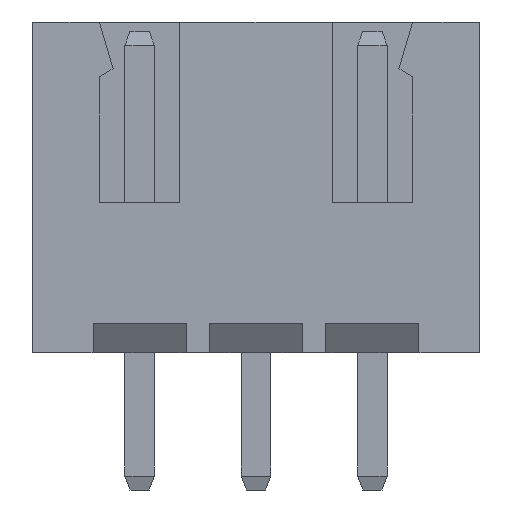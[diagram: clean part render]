
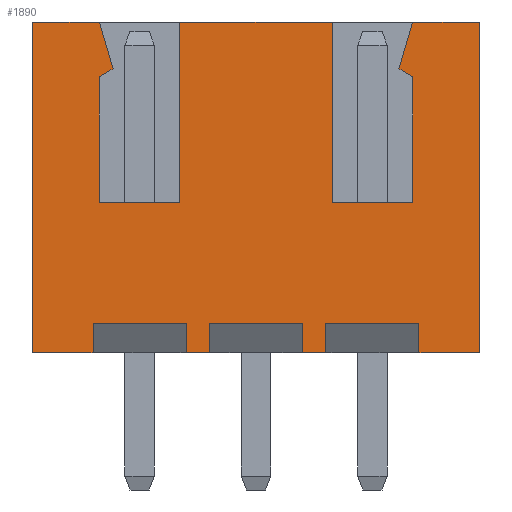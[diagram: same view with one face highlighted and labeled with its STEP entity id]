
A CAD part, front view. The second image highlights one B-rep face of the part: STEP entity #1890.
In plain terms, the highlighted planar face has unit normal (0, -1, 0).
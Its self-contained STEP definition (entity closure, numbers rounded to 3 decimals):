
#24=FACE_OUTER_BOUND('',#127,.T.);
#127=EDGE_LOOP('',(#1210,#1211,#1212,#1213,#1214,#1215,#1216,#1217,#1218,
#1219,#1220,#1221,#1222,#1223,#1224,#1225,#1226,#1227,#1228,#1229,#1230,
#1231,#1232,#1233,#1234,#1235,#1236,#1237));
#229=LINE('',#2578,#487);
#233=LINE('',#2587,#491);
#245=LINE('',#2614,#503);
#251=LINE('',#2627,#509);
#270=LINE('',#2663,#528);
#271=LINE('',#2665,#529);
#272=LINE('',#2667,#530);
#273=LINE('',#2669,#531);
#274=LINE('',#2671,#532);
#275=LINE('',#2672,#533);
#276=LINE('',#2674,#534);
#277=LINE('',#2676,#535);
#278=LINE('',#2678,#536);
#279=LINE('',#2680,#537);
#280=LINE('',#2682,#538);
#281=LINE('',#2684,#539);
#282=LINE('',#2686,#540);
#283=LINE('',#2688,#541);
#284=LINE('',#2689,#542);
#285=LINE('',#2691,#543);
#286=LINE('',#2693,#544);
#287=LINE('',#2694,#545);
#288=LINE('',#2696,#546);
#289=LINE('',#2698,#547);
#290=LINE('',#2700,#548);
#291=LINE('',#2702,#549);
#292=LINE('',#2704,#550);
#293=LINE('',#2705,#551);
#487=VECTOR('',#2110,1000.);
#491=VECTOR('',#2116,1000.);
#503=VECTOR('',#2134,1000.);
#509=VECTOR('',#2142,1000.);
#528=VECTOR('',#2165,1000.);
#529=VECTOR('',#2166,1000.);
#530=VECTOR('',#2167,1000.);
#531=VECTOR('',#2168,1000.);
#532=VECTOR('',#2169,1000.);
#533=VECTOR('',#2170,1000.);
#534=VECTOR('',#2171,1000.);
#535=VECTOR('',#2172,1000.);
#536=VECTOR('',#2173,1000.);
#537=VECTOR('',#2174,1000.);
#538=VECTOR('',#2175,1000.);
#539=VECTOR('',#2176,1000.);
#540=VECTOR('',#2177,1000.);
#541=VECTOR('',#2178,1000.);
#542=VECTOR('',#2179,1000.);
#543=VECTOR('',#2180,1000.);
#544=VECTOR('',#2181,1000.);
#545=VECTOR('',#2182,1000.);
#546=VECTOR('',#2183,1000.);
#547=VECTOR('',#2184,1000.);
#548=VECTOR('',#2185,1000.);
#549=VECTOR('',#2186,1000.);
#550=VECTOR('',#2187,1000.);
#551=VECTOR('',#2188,1000.);
#743=VERTEX_POINT('',#2572);
#745=VERTEX_POINT('',#2576);
#747=VERTEX_POINT('',#2581);
#749=VERTEX_POINT('',#2585);
#760=VERTEX_POINT('',#2611);
#761=VERTEX_POINT('',#2613);
#766=VERTEX_POINT('',#2625);
#767=VERTEX_POINT('',#2626);
#782=VERTEX_POINT('',#2662);
#783=VERTEX_POINT('',#2664);
#784=VERTEX_POINT('',#2666);
#785=VERTEX_POINT('',#2668);
#786=VERTEX_POINT('',#2670);
#787=VERTEX_POINT('',#2673);
#788=VERTEX_POINT('',#2675);
#789=VERTEX_POINT('',#2677);
#790=VERTEX_POINT('',#2679);
#791=VERTEX_POINT('',#2681);
#792=VERTEX_POINT('',#2683);
#793=VERTEX_POINT('',#2685);
#794=VERTEX_POINT('',#2687);
#795=VERTEX_POINT('',#2690);
#796=VERTEX_POINT('',#2692);
#797=VERTEX_POINT('',#2695);
#798=VERTEX_POINT('',#2697);
#799=VERTEX_POINT('',#2699);
#800=VERTEX_POINT('',#2701);
#801=VERTEX_POINT('',#2703);
#905=EDGE_CURVE('',#743,#745,#229,.T.);
#909=EDGE_CURVE('',#747,#749,#233,.T.);
#921=EDGE_CURVE('',#760,#761,#245,.T.);
#927=EDGE_CURVE('',#766,#767,#251,.T.);
#946=EDGE_CURVE('',#743,#782,#270,.T.);
#947=EDGE_CURVE('',#783,#745,#271,.T.);
#948=EDGE_CURVE('',#784,#783,#272,.T.);
#949=EDGE_CURVE('',#785,#784,#273,.T.);
#950=EDGE_CURVE('',#786,#785,#274,.T.);
#951=EDGE_CURVE('',#747,#786,#275,.T.);
#952=EDGE_CURVE('',#749,#787,#276,.T.);
#953=EDGE_CURVE('',#788,#787,#277,.T.);
#954=EDGE_CURVE('',#789,#788,#278,.T.);
#955=EDGE_CURVE('',#789,#790,#279,.T.);
#956=EDGE_CURVE('',#790,#791,#280,.T.);
#957=EDGE_CURVE('',#792,#791,#281,.T.);
#958=EDGE_CURVE('',#793,#792,#282,.T.);
#959=EDGE_CURVE('',#793,#794,#283,.T.);
#960=EDGE_CURVE('',#794,#761,#284,.T.);
#961=EDGE_CURVE('',#795,#760,#285,.T.);
#962=EDGE_CURVE('',#795,#796,#286,.T.);
#963=EDGE_CURVE('',#796,#767,#287,.T.);
#964=EDGE_CURVE('',#797,#766,#288,.T.);
#965=EDGE_CURVE('',#797,#798,#289,.T.);
#966=EDGE_CURVE('',#799,#798,#290,.T.);
#967=EDGE_CURVE('',#800,#799,#291,.T.);
#968=EDGE_CURVE('',#801,#800,#292,.T.);
#969=EDGE_CURVE('',#782,#801,#293,.T.);
#1210=ORIENTED_EDGE('',*,*,#946,.F.);
#1211=ORIENTED_EDGE('',*,*,#905,.T.);
#1212=ORIENTED_EDGE('',*,*,#947,.F.);
#1213=ORIENTED_EDGE('',*,*,#948,.F.);
#1214=ORIENTED_EDGE('',*,*,#949,.F.);
#1215=ORIENTED_EDGE('',*,*,#950,.F.);
#1216=ORIENTED_EDGE('',*,*,#951,.F.);
#1217=ORIENTED_EDGE('',*,*,#909,.T.);
#1218=ORIENTED_EDGE('',*,*,#952,.T.);
#1219=ORIENTED_EDGE('',*,*,#953,.F.);
#1220=ORIENTED_EDGE('',*,*,#954,.F.);
#1221=ORIENTED_EDGE('',*,*,#955,.T.);
#1222=ORIENTED_EDGE('',*,*,#956,.T.);
#1223=ORIENTED_EDGE('',*,*,#957,.F.);
#1224=ORIENTED_EDGE('',*,*,#958,.F.);
#1225=ORIENTED_EDGE('',*,*,#959,.T.);
#1226=ORIENTED_EDGE('',*,*,#960,.T.);
#1227=ORIENTED_EDGE('',*,*,#921,.F.);
#1228=ORIENTED_EDGE('',*,*,#961,.F.);
#1229=ORIENTED_EDGE('',*,*,#962,.T.);
#1230=ORIENTED_EDGE('',*,*,#963,.T.);
#1231=ORIENTED_EDGE('',*,*,#927,.F.);
#1232=ORIENTED_EDGE('',*,*,#964,.F.);
#1233=ORIENTED_EDGE('',*,*,#965,.T.);
#1234=ORIENTED_EDGE('',*,*,#966,.F.);
#1235=ORIENTED_EDGE('',*,*,#967,.F.);
#1236=ORIENTED_EDGE('',*,*,#968,.F.);
#1237=ORIENTED_EDGE('',*,*,#969,.F.);
#1683=PLANE('',#2007);
#1890=ADVANCED_FACE('',(#24),#1683,.T.);
#2007=AXIS2_PLACEMENT_3D('',#2661,#2163,#2164);
#2110=DIRECTION('',(-1.,0.,0.));
#2116=DIRECTION('',(-1.,0.,0.));
#2134=DIRECTION('',(-1.,0.,0.));
#2142=DIRECTION('',(-1.,0.,0.));
#2163=DIRECTION('center_axis',(0.,-1.,0.));
#2164=DIRECTION('ref_axis',(0.,0.,-1.));
#2165=DIRECTION('',(0.,0.,-1.));
#2166=DIRECTION('',(0.,0.,1.));
#2167=DIRECTION('',(1.,0.,0.));
#2168=DIRECTION('',(0.,0.,-1.));
#2169=DIRECTION('',(-0.856,0.,-0.517));
#2170=DIRECTION('',(0.281,0.,-0.96));
#2171=DIRECTION('',(0.,0.,-1.));
#2172=DIRECTION('',(-1.,0.,0.));
#2173=DIRECTION('',(0.,0.,-1.));
#2174=DIRECTION('',(1.,0.,0.));
#2175=DIRECTION('',(0.,0.,-1.));
#2176=DIRECTION('',(-1.,0.,0.));
#2177=DIRECTION('',(0.,0.,-1.));
#2178=DIRECTION('',(1.,0.,0.));
#2179=DIRECTION('',(0.,0.,-1.));
#2180=DIRECTION('',(0.,0.,-1.));
#2181=DIRECTION('',(1.,0.,0.));
#2182=DIRECTION('',(0.,0.,-1.));
#2183=DIRECTION('',(0.,0.,-1.));
#2184=DIRECTION('',(-1.,0.,0.));
#2185=DIRECTION('',(0.281,0.,0.96));
#2186=DIRECTION('',(-0.856,0.,0.517));
#2187=DIRECTION('',(0.,0.,1.));
#2188=DIRECTION('',(1.,0.,0.));
#2572=CARTESIAN_POINT('',(1.664,-2.489,7.214));
#2576=CARTESIAN_POINT('',(-1.664,-2.489,7.214));
#2578=CARTESIAN_POINT('',(4.877,-2.489,7.214));
#2581=CARTESIAN_POINT('',(-3.416,-2.489,7.214));
#2585=CARTESIAN_POINT('',(-4.877,-2.489,7.214));
#2587=CARTESIAN_POINT('',(4.877,-2.489,7.214));
#2611=CARTESIAN_POINT('',(1.524,-2.489,0.));
#2613=CARTESIAN_POINT('',(1.016,-2.489,0.));
#2614=CARTESIAN_POINT('',(4.877,-2.489,0.));
#2625=CARTESIAN_POINT('',(4.877,-2.489,0.));
#2626=CARTESIAN_POINT('',(3.556,-2.489,0.));
#2627=CARTESIAN_POINT('',(4.877,-2.489,0.));
#2661=CARTESIAN_POINT('Origin',(4.877,-2.489,0.711));
#2662=CARTESIAN_POINT('',(1.664,-2.489,3.277));
#2663=CARTESIAN_POINT('',(1.664,-2.489,7.214));
#2664=CARTESIAN_POINT('',(-1.664,-2.489,3.277));
#2665=CARTESIAN_POINT('',(-1.664,-2.489,3.277));
#2666=CARTESIAN_POINT('',(-3.416,-2.489,3.277));
#2667=CARTESIAN_POINT('',(-3.416,-2.489,3.277));
#2668=CARTESIAN_POINT('',(-3.416,-2.489,6.018));
#2669=CARTESIAN_POINT('',(-3.416,-2.489,6.018));
#2670=CARTESIAN_POINT('',(-3.118,-2.489,6.198));
#2671=CARTESIAN_POINT('',(-3.118,-2.489,6.198));
#2672=CARTESIAN_POINT('',(-3.416,-2.489,7.214));
#2673=CARTESIAN_POINT('',(-4.877,-2.489,0.));
#2674=CARTESIAN_POINT('',(-4.877,-2.489,0.711));
#2675=CARTESIAN_POINT('',(-3.556,-2.489,0.));
#2676=CARTESIAN_POINT('',(4.877,-2.489,0.));
#2677=CARTESIAN_POINT('',(-3.556,-2.489,0.635));
#2678=CARTESIAN_POINT('',(-3.556,-2.489,0.635));
#2679=CARTESIAN_POINT('',(-1.524,-2.489,0.635));
#2680=CARTESIAN_POINT('',(-3.556,-2.489,0.635));
#2681=CARTESIAN_POINT('',(-1.524,-2.489,0.));
#2682=CARTESIAN_POINT('',(-1.524,-2.489,0.635));
#2683=CARTESIAN_POINT('',(-1.016,-2.489,0.));
#2684=CARTESIAN_POINT('',(4.877,-2.489,0.));
#2685=CARTESIAN_POINT('',(-1.016,-2.489,0.635));
#2686=CARTESIAN_POINT('',(-1.016,-2.489,0.635));
#2687=CARTESIAN_POINT('',(1.016,-2.489,0.635));
#2688=CARTESIAN_POINT('',(-1.016,-2.489,0.635));
#2689=CARTESIAN_POINT('',(1.016,-2.489,0.635));
#2690=CARTESIAN_POINT('',(1.524,-2.489,0.635));
#2691=CARTESIAN_POINT('',(1.524,-2.489,0.635));
#2692=CARTESIAN_POINT('',(3.556,-2.489,0.635));
#2693=CARTESIAN_POINT('',(1.524,-2.489,0.635));
#2694=CARTESIAN_POINT('',(3.556,-2.489,0.635));
#2695=CARTESIAN_POINT('',(4.877,-2.489,7.214));
#2696=CARTESIAN_POINT('',(4.877,-2.489,0.711));
#2697=CARTESIAN_POINT('',(3.416,-2.489,7.214));
#2698=CARTESIAN_POINT('',(4.877,-2.489,7.214));
#2699=CARTESIAN_POINT('',(3.118,-2.489,6.198));
#2700=CARTESIAN_POINT('',(3.118,-2.489,6.198));
#2701=CARTESIAN_POINT('',(3.416,-2.489,6.018));
#2702=CARTESIAN_POINT('',(3.416,-2.489,6.018));
#2703=CARTESIAN_POINT('',(3.416,-2.489,3.277));
#2704=CARTESIAN_POINT('',(3.416,-2.489,3.277));
#2705=CARTESIAN_POINT('',(1.664,-2.489,3.277));
